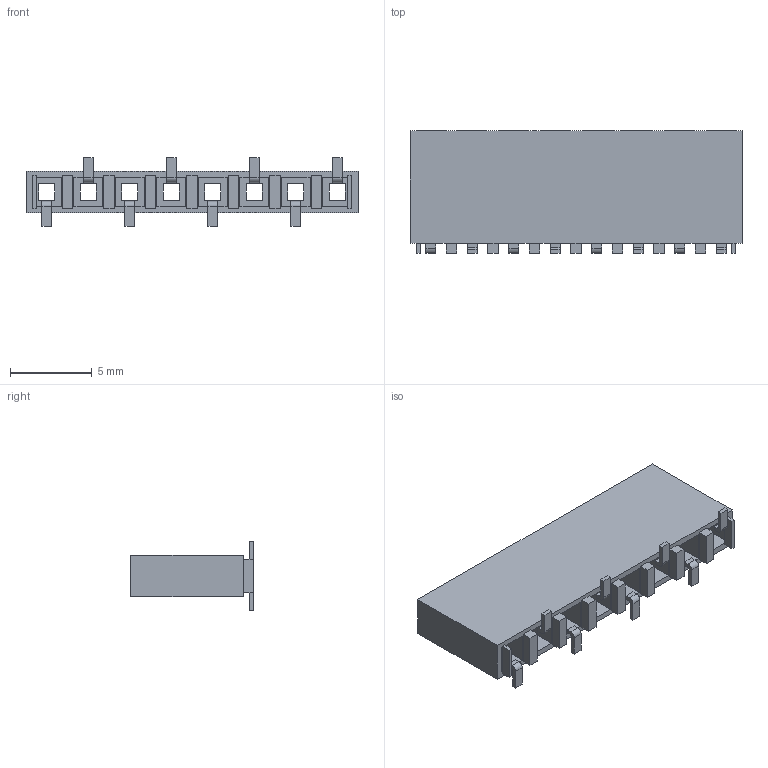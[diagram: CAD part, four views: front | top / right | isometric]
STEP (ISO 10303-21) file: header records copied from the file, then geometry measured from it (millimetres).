
FILE_DESCRIPTION(/* description */ ('STEP AP203'),/* implementation_level */ '2;1');
FILE_NAME(/* name */ 'BG125-08-A-2-1-0420-N-C',/* time_stamp */ '2024-12-18T20:30:17+01:00',/* author */ ('License CC BY-ND 4.0'),/* organization */ ('CADENAS'),/* preprocessor_version */ 'ST-DEVELOPER v19.3',/* originating_system */ 'PARTsolutions',/* authorisation */ ' ');
FILE_SCHEMA (('CONFIG_CONTROL_DESIGN'));
Length unit declared in the file: millimetre
Products named in the file (3): BG125-08-A-2-1-0420-N-C; BG125-08-A-2-1-0420-N-C_H; BG125-08-A-2-1-0420-N-C_P
Assembly tree (9 placements, depth 2):
  BG125-08-A-2-1-0420-N-C
    BG125-08-A-2-1-0420-N-C_H
    BG125-08-A-2-1-0420-N-C_P  x8
Bounding box: 20.32 x 7.5 x 4.2 mm (x, y, z)
Volume: 194.9 mm3; surface area: 836 mm2
Topology: 9 solids, 9 shells, 237 faces, 584 edges, 376 vertices
Faces by surface type: plane 221, cylinder 16
Entity records: 4986 total; most frequent: CARTESIAN_POINT 857, ORIENTED_EDGE 832, DIRECTION 774, EDGE_CURVE 416, LINE 412, VECTOR 412, VERTEX_POINT 264, EDGE_LOOP 198
